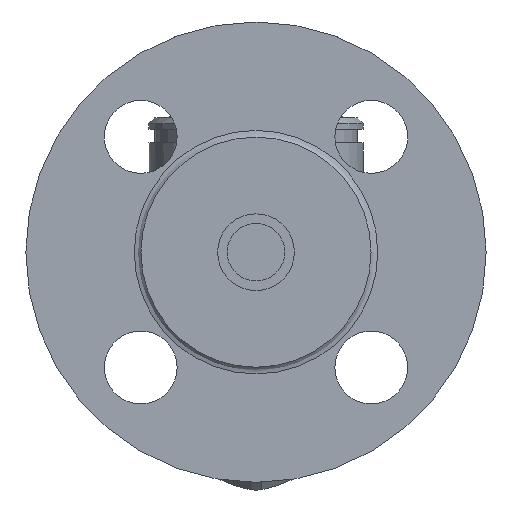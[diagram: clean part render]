
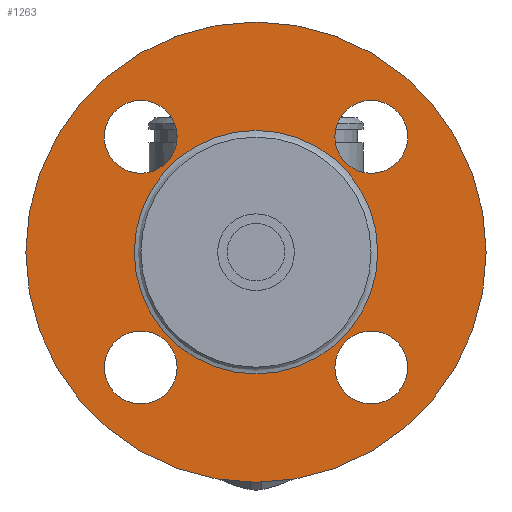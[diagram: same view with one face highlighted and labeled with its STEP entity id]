
A CAD part, left-side view. The second image highlights one B-rep face of the part: STEP entity #1263.
In plain terms, the highlighted planar face has unit normal (-1, 0, 0).
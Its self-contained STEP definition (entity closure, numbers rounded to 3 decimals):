
#779=CARTESIAN_POINT('',(-81.5,-39.552,-30.052));
#780=VERTEX_POINT('',#779);
#781=CARTESIAN_POINT('',(-81.5,-30.052,-30.052));
#782=DIRECTION('',(1.0,0.0,0.0));
#783=DIRECTION('',(0.0,-1.0,0.0));
#784=AXIS2_PLACEMENT_3D('',#781,#782,#783);
#785=CIRCLE('',#784,9.5);
#786=EDGE_CURVE('',#780,#780,#785,.T.);
#828=CARTESIAN_POINT('',(-81.5,30.052,-39.552));
#829=VERTEX_POINT('',#828);
#830=CARTESIAN_POINT('',(-81.5,30.052,-30.052));
#831=DIRECTION('',(1.0,0.0,0.0));
#832=DIRECTION('',(0.0,0.0,-1.0));
#833=AXIS2_PLACEMENT_3D('',#830,#831,#832);
#834=CIRCLE('',#833,9.5);
#835=EDGE_CURVE('',#829,#829,#834,.T.);
#877=CARTESIAN_POINT('',(-81.5,39.552,30.052));
#878=VERTEX_POINT('',#877);
#879=CARTESIAN_POINT('',(-81.5,30.052,30.052));
#880=DIRECTION('',(1.0,0.0,0.0));
#881=DIRECTION('',(0.0,1.0,0.0));
#882=AXIS2_PLACEMENT_3D('',#879,#880,#881);
#883=CIRCLE('',#882,9.5);
#884=EDGE_CURVE('',#878,#878,#883,.T.);
#926=CARTESIAN_POINT('',(-81.5,-30.052,39.552));
#927=VERTEX_POINT('',#926);
#928=CARTESIAN_POINT('',(-81.5,-30.052,30.052));
#929=DIRECTION('',(1.0,0.0,0.0));
#930=DIRECTION('',(0.0,0.0,1.0));
#931=AXIS2_PLACEMENT_3D('',#928,#929,#930);
#932=CIRCLE('',#931,9.5);
#933=EDGE_CURVE('',#927,#927,#932,.T.);
#1139=CARTESIAN_POINT('',(-81.5,0.0,60.));
#1140=VERTEX_POINT('',#1139);
#1141=CARTESIAN_POINT('',(-81.5,0.0,0.));
#1142=DIRECTION('',(-1.0,0.0,0.0));
#1143=DIRECTION('',(0.0,0.0,1.0));
#1144=AXIS2_PLACEMENT_3D('',#1141,#1142,#1143);
#1145=CIRCLE('',#1144,60.0);
#1146=EDGE_CURVE('',#1140,#1140,#1145,.T.);
#1217=CARTESIAN_POINT('',(-81.5,0.,-31.732));
#1218=VERTEX_POINT('',#1217);
#1219=CARTESIAN_POINT('',(-81.5,0.0,0.));
#1220=DIRECTION('',(-1.0,0.0,0.0));
#1221=DIRECTION('',(0.0,0.0,1.0));
#1222=AXIS2_PLACEMENT_3D('',#1219,#1220,#1221);
#1223=CIRCLE('',#1222,31.732);
#1224=EDGE_CURVE('',#1218,#1218,#1223,.T.);
#1240=CARTESIAN_POINT('',(-81.5,0.0,45.));
#1241=DIRECTION('',(-1.0,0.0,0.0));
#1242=DIRECTION('',(0.0,0.0,1.0));
#1243=AXIS2_PLACEMENT_3D('',#1240,#1241,#1242);
#1244=PLANE('',#1243);
#1245=ORIENTED_EDGE('',*,*,#1146,.T.);
#1246=EDGE_LOOP('',(#1245));
#1247=FACE_OUTER_BOUND('',#1246,.T.);
#1248=ORIENTED_EDGE('',*,*,#786,.T.);
#1249=EDGE_LOOP('',(#1248));
#1250=FACE_BOUND('',#1249,.T.);
#1251=ORIENTED_EDGE('',*,*,#835,.T.);
#1252=EDGE_LOOP('',(#1251));
#1253=FACE_BOUND('',#1252,.T.);
#1254=ORIENTED_EDGE('',*,*,#884,.T.);
#1255=EDGE_LOOP('',(#1254));
#1256=FACE_BOUND('',#1255,.T.);
#1257=ORIENTED_EDGE('',*,*,#933,.T.);
#1258=EDGE_LOOP('',(#1257));
#1259=FACE_BOUND('',#1258,.T.);
#1260=ORIENTED_EDGE('',*,*,#1224,.F.);
#1261=EDGE_LOOP('',(#1260));
#1262=FACE_BOUND('',#1261,.T.);
#1263=ADVANCED_FACE('',(#1247,#1250,#1253,#1256,#1259,#1262),#1244,.T.);
